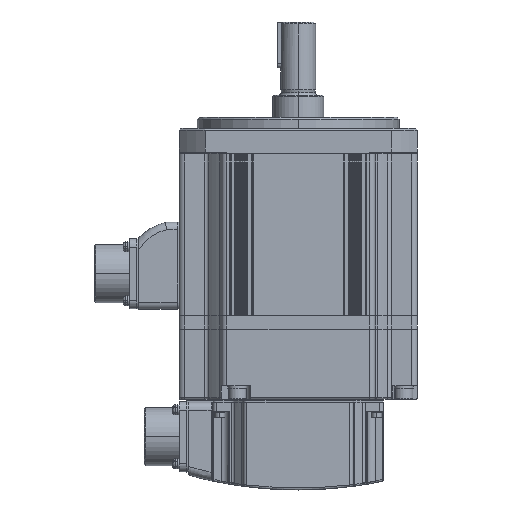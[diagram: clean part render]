
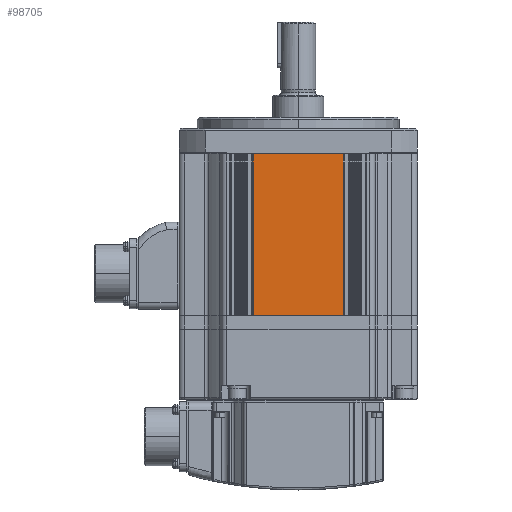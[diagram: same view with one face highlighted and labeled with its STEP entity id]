
A CAD part, left-side view. The second image highlights one B-rep face of the part: STEP entity #98705.
In plain terms, the highlighted planar face has unit normal (-1, 0, 0).
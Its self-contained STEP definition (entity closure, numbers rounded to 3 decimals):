
#19618 = CARTESIAN_POINT ( 'NONE',  ( -65., -24.5, -10. ) ) ;
#19625 = DIRECTION ( 'NONE',  ( 0., -1., 0. ) ) ;
#19629 = LINE ( 'NONE', #19618, #87310 ) ;
#19863 = DIRECTION ( 'NONE',  ( 0., -1., 0. ) ) ;
#19873 = LINE ( 'NONE', #19883, #87340 ) ;
#19883 = CARTESIAN_POINT ( 'NONE',  ( -65., -24.5, -98. ) ) ;
#19920 = CARTESIAN_POINT ( 'NONE',  ( -65., -24.5, -10. ) ) ;
#19938 = LINE ( 'NONE', #19920, #87382 ) ;
#19951 = CARTESIAN_POINT ( 'NONE',  ( -65., 24.5, -10. ) ) ;
#19977 = DIRECTION ( 'NONE',  ( 0., 0., -1. ) ) ;
#19983 = LINE ( 'NONE', #19951, #87391 ) ;
#19987 = DIRECTION ( 'NONE',  ( 0., 0., -1. ) ) ;
#21852 = FACE_OUTER_BOUND ( 'NONE', #81611, .T. ) ;
#21873 = CARTESIAN_POINT ( 'NONE',  ( -65., -24.5, -10. ) ) ;
#21876 = PLANE ( 'NONE',  #66990 ) ;
#21877 = DIRECTION ( 'NONE',  ( 1., 0., 0. ) ) ;
#21878 = DIRECTION ( 'NONE',  ( 0., 0., -1. ) ) ;
#22423 = VERTEX_POINT ( 'NONE', #102911 ) ;
#22430 = VERTEX_POINT ( 'NONE', #102936 ) ;
#22435 = VERTEX_POINT ( 'NONE', #102937 ) ;
#22466 = VERTEX_POINT ( 'NONE', #103036 ) ;
#46158 = ORIENTED_EDGE ( 'NONE', *, *, #96810, .T. ) ;
#46183 = ORIENTED_EDGE ( 'NONE', *, *, #96729, .T. ) ;
#46221 = ORIENTED_EDGE ( 'NONE', *, *, #96805, .F. ) ;
#46430 = ORIENTED_EDGE ( 'NONE', *, *, #96472, .F. ) ;
#66990 = AXIS2_PLACEMENT_3D ( 'NONE', #21873, #21877, #21878 ) ;
#81611 = EDGE_LOOP ( 'NONE', ( #46183, #46221, #46430, #46158 ) ) ;
#87310 = VECTOR ( 'NONE', #19625, 1000. ) ;
#87340 = VECTOR ( 'NONE', #19863, 1000. ) ;
#87382 = VECTOR ( 'NONE', #19977, 1000. ) ;
#87391 = VECTOR ( 'NONE', #19987, 1000. ) ;
#96472 = EDGE_CURVE ( 'NONE', #22423, #22435, #19629, .T. ) ;
#96729 = EDGE_CURVE ( 'NONE', #22430, #22466, #19873, .T. ) ;
#96805 = EDGE_CURVE ( 'NONE', #22435, #22466, #19938, .T. ) ;
#96810 = EDGE_CURVE ( 'NONE', #22423, #22430, #19983, .T. ) ;
#98705 = ADVANCED_FACE ( 'NONE', ( #21852 ), #21876, .F. ) ;
#102911 = CARTESIAN_POINT ( 'NONE',  ( -65., 24.5, -10. ) ) ;
#102936 = CARTESIAN_POINT ( 'NONE',  ( -65., 24.5, -98. ) ) ;
#102937 = CARTESIAN_POINT ( 'NONE',  ( -65., -24.5, -10. ) ) ;
#103036 = CARTESIAN_POINT ( 'NONE',  ( -65., -24.5, -98. ) ) ;
